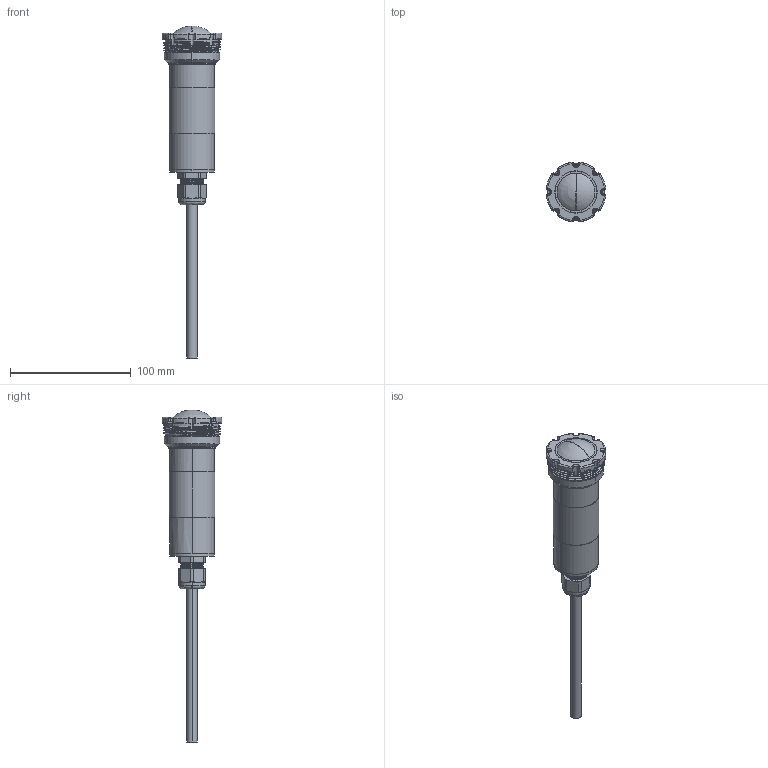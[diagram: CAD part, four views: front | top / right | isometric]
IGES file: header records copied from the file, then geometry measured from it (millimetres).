
Start section: SolidWorks IGES file using analytic representation for surfaces
Global section: file name: JLUW12W150.IGS; native system: SolidWorks 2017; preprocessor: SolidWorks 2017; author: Esther.Santos; date: 210614.064251; units: inch
Bounding box: 49.53 x 49.53 x 275.41 mm (x, y, z)
Surface area: 43750 mm2 (no closed solid volume)
Topology: 0 solids, 0 shells, 430 faces, 5009 edges, 4988 vertices
Faces by surface type: bspline 220, revolution 210
